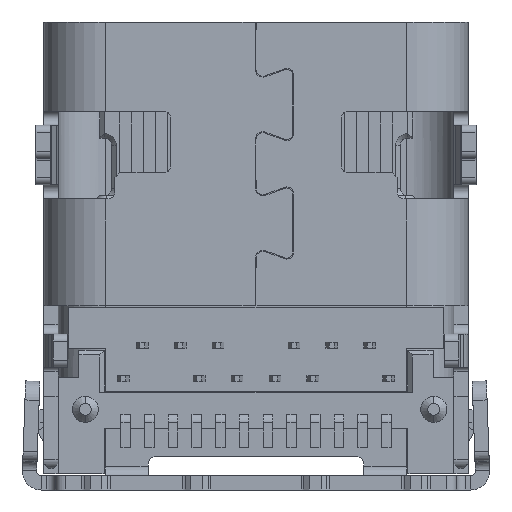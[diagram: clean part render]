
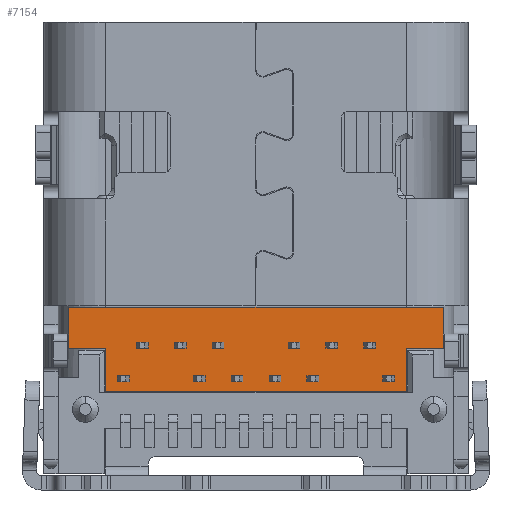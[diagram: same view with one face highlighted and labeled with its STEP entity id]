
A CAD part, front view. The second image highlights one B-rep face of the part: STEP entity #7154.
In plain terms, the highlighted planar face has unit normal (0, -1, 0).
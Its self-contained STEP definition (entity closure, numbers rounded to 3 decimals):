
#51 = VERTEX_POINT ( 'NONE', #2864 ) ;
#72 = VERTEX_POINT ( 'NONE', #11155 ) ;
#541 = CARTESIAN_POINT ( 'NONE',  ( -3.945, 0.16, 2.15 ) ) ;
#831 = ORIENTED_EDGE ( 'NONE', *, *, #12169, .F. ) ;
#1202 = LINE ( 'NONE', #22304, #23407 ) ;
#1373 = ORIENTED_EDGE ( 'NONE', *, *, #8510, .T. ) ;
#1535 = VECTOR ( 'NONE', #24798, 1000. ) ;
#1729 = VECTOR ( 'NONE', #9682, 1000. ) ;
#1731 = LINE ( 'NONE', #16027, #12039 ) ;
#1936 = EDGE_CURVE ( 'NONE', #51, #22391, #2471, .T. ) ;
#2375 = LINE ( 'NONE', #10936, #13012 ) ;
#2471 = LINE ( 'NONE', #5555, #3425 ) ;
#2864 = CARTESIAN_POINT ( 'NONE',  ( 3.945, 0.16, 1.289 ) ) ;
#3425 = VECTOR ( 'NONE', #24082, 1000. ) ;
#3690 = VECTOR ( 'NONE', #17057, 1000. ) ;
#4946 = VERTEX_POINT ( 'NONE', #21512 ) ;
#4996 = ORIENTED_EDGE ( 'NONE', *, *, #20854, .F. ) ;
#5555 = CARTESIAN_POINT ( 'NONE',  ( 3.945, 0.16, 1.289 ) ) ;
#5813 = CARTESIAN_POINT ( 'NONE',  ( 3.175, 0.16, -7.178 ) ) ;
#5922 = VECTOR ( 'NONE', #10905, 1000. ) ;
#6573 = LINE ( 'NONE', #24194, #1729 ) ;
#7154 = ADVANCED_FACE ( 'NONE', ( #17867 ), #15882, .F. ) ;
#7180 = VERTEX_POINT ( 'NONE', #18217 ) ;
#7807 = EDGE_CURVE ( 'NONE', #72, #7180, #1731, .T. ) ;
#7825 = DIRECTION ( 'NONE',  ( -1., 0., 0. ) ) ;
#8510 = EDGE_CURVE ( 'NONE', #7180, #4946, #9168, .T. ) ;
#9168 = LINE ( 'NONE', #25055, #3690 ) ;
#9682 = DIRECTION ( 'NONE',  ( 0., 0., -1. ) ) ;
#10271 = CARTESIAN_POINT ( 'NONE',  ( -3.945, 0.16, 2.15 ) ) ;
#10905 = DIRECTION ( 'NONE',  ( 0., 0., -1. ) ) ;
#10936 = CARTESIAN_POINT ( 'NONE',  ( 0., 0.16, 2.15 ) ) ;
#11155 = CARTESIAN_POINT ( 'NONE',  ( -3.945, 0.16, 1.289 ) ) ;
#12039 = VECTOR ( 'NONE', #20354, 1000. ) ;
#12169 = EDGE_CURVE ( 'NONE', #25599, #4946, #1202, .T. ) ;
#12396 = ORIENTED_EDGE ( 'NONE', *, *, #25800, .F. ) ;
#13012 = VECTOR ( 'NONE', #19476, 1000. ) ;
#13958 = EDGE_LOOP ( 'NONE', ( #831, #12396, #15659, #22450, #4996, #26303, #25531, #1373 ) ) ;
#15397 = AXIS2_PLACEMENT_3D ( 'NONE', #5813, #20215, #22266 ) ;
#15659 = ORIENTED_EDGE ( 'NONE', *, *, #1936, .F. ) ;
#15882 = PLANE ( 'NONE',  #15397 ) ;
#16027 = CARTESIAN_POINT ( 'NONE',  ( -3.945, 0.16, 1.289 ) ) ;
#17057 = DIRECTION ( 'NONE',  ( 0., 0., -1. ) ) ;
#17867 = FACE_OUTER_BOUND ( 'NONE', #13958, .T. ) ;
#18217 = CARTESIAN_POINT ( 'NONE',  ( -3.175, 0.16, 1.289 ) ) ;
#18619 = CARTESIAN_POINT ( 'NONE',  ( 3.175, 0.16, 1.289 ) ) ;
#18881 = EDGE_CURVE ( 'NONE', #20063, #51, #6573, .T. ) ;
#19476 = DIRECTION ( 'NONE',  ( 1., 0., 0. ) ) ;
#20062 = CARTESIAN_POINT ( 'NONE',  ( 3.175, 0.16, 0.382 ) ) ;
#20063 = VERTEX_POINT ( 'NONE', #24197 ) ;
#20215 = DIRECTION ( 'NONE',  ( 0., 1., 0. ) ) ;
#20354 = DIRECTION ( 'NONE',  ( 1., 0., 0. ) ) ;
#20854 = EDGE_CURVE ( 'NONE', #23922, #20063, #2375, .T. ) ;
#21369 = EDGE_CURVE ( 'NONE', #23922, #72, #24586, .T. ) ;
#21512 = CARTESIAN_POINT ( 'NONE',  ( -3.175, 0.16, 0.382 ) ) ;
#22266 = DIRECTION ( 'NONE',  ( -1., 0., 0. ) ) ;
#22304 = CARTESIAN_POINT ( 'NONE',  ( 3.175, 0.16, 0.382 ) ) ;
#22391 = VERTEX_POINT ( 'NONE', #18619 ) ;
#22450 = ORIENTED_EDGE ( 'NONE', *, *, #18881, .F. ) ;
#23407 = VECTOR ( 'NONE', #7825, 1000. ) ;
#23922 = VERTEX_POINT ( 'NONE', #10271 ) ;
#24082 = DIRECTION ( 'NONE',  ( -1., 0., 0. ) ) ;
#24194 = CARTESIAN_POINT ( 'NONE',  ( 3.945, 0.16, 2.15 ) ) ;
#24197 = CARTESIAN_POINT ( 'NONE',  ( 3.945, 0.16, 2.15 ) ) ;
#24586 = LINE ( 'NONE', #541, #5922 ) ;
#24798 = DIRECTION ( 'NONE',  ( 0., 0., -1. ) ) ;
#25055 = CARTESIAN_POINT ( 'NONE',  ( -3.175, 0.16, 1.289 ) ) ;
#25148 = CARTESIAN_POINT ( 'NONE',  ( 3.175, 0.16, 1.289 ) ) ;
#25356 = LINE ( 'NONE', #25148, #1535 ) ;
#25531 = ORIENTED_EDGE ( 'NONE', *, *, #7807, .T. ) ;
#25599 = VERTEX_POINT ( 'NONE', #20062 ) ;
#25800 = EDGE_CURVE ( 'NONE', #22391, #25599, #25356, .T. ) ;
#26303 = ORIENTED_EDGE ( 'NONE', *, *, #21369, .T. ) ;
